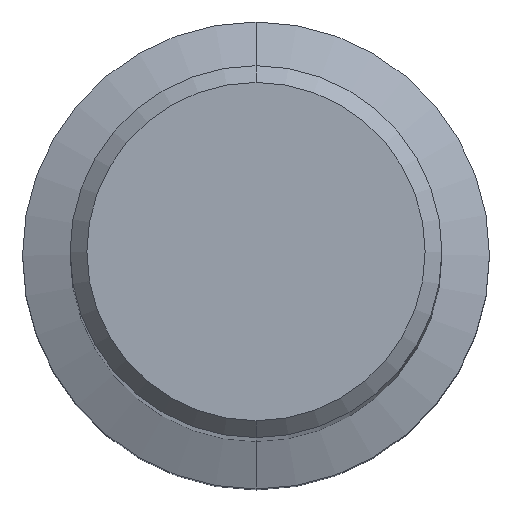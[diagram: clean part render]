
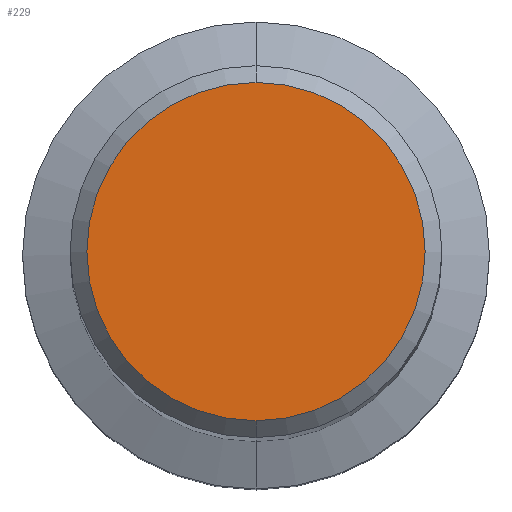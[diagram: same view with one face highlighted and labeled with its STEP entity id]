
A CAD part, top view. The second image highlights one B-rep face of the part: STEP entity #229.
In plain terms, the highlighted planar face has unit normal (0, 0, 1).
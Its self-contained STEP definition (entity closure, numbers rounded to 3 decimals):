
#195=VERTEX_POINT('',#409);
#205=VERTEX_POINT('',#421);
#229=ADVANCED_FACE('',(#447),#448,.T.);
#287=EDGE_CURVE('',#195,#205,#508,.T.);
#293=EDGE_CURVE('',#205,#195,#514,.T.);
#409=CARTESIAN_POINT('',(0.,-8.05,0.0));
#421=CARTESIAN_POINT('',(0.0,8.05,0.0));
#447=FACE_OUTER_BOUND('',#691,.T.);
#448=PLANE('',#692);
#508=CIRCLE('',#779,8.05);
#514=CIRCLE('',#788,8.05);
#691=EDGE_LOOP('',(#976,#977));
#692=AXIS2_PLACEMENT_3D('',#978,#979,#980);
#779=AXIS2_PLACEMENT_3D('',#1039,#1040,#1041);
#788=AXIS2_PLACEMENT_3D('',#1043,#1044,#1045);
#976=ORIENTED_EDGE('',*,*,#293,.F.);
#977=ORIENTED_EDGE('',*,*,#287,.F.);
#978=CARTESIAN_POINT('',(0.0,4.025,0.0));
#979=DIRECTION('',(-0.0,0.0,1.0));
#980=DIRECTION('',(0.0,-1.0,0.0));
#1039=CARTESIAN_POINT('',(0.0,0.0,0.0));
#1040=DIRECTION('',(0.0,0.0,-1.0));
#1041=DIRECTION('',(0.0,1.0,0.0));
#1043=CARTESIAN_POINT('',(0.0,0.0,0.0));
#1044=DIRECTION('',(0.0,0.0,-1.0));
#1045=DIRECTION('',(0.0,1.0,0.0));
